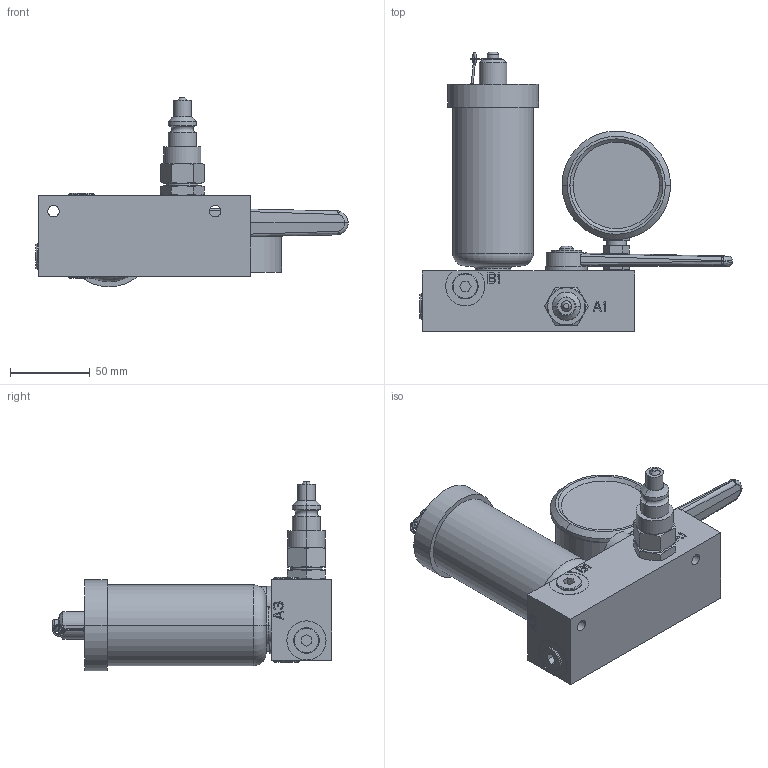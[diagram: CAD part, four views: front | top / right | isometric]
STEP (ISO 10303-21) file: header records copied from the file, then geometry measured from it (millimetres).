
FILE_DESCRIPTION((''),'2;1');
FILE_NAME('ILC56000102','2016-04-21T',('gar'),(''),'PRO/ENGINEER BY PARAMETRIC TECHNOLOGY CORPORATION, 2013320','PRO/ENGINEER BY PARAMETRIC TECHNOLOGY CORPORATION, 2013320','');
FILE_SCHEMA(('AUTOMOTIVE_DESIGN { 1 0 10303 214 1 1 1 1 }'));
Length unit declared in the file: inch
Products named in the file (1): ILC56000102
Bounding box: 196.14 x 175.57 x 119.13 mm (x, y, z)
Volume: 606879.9 mm3; surface area: 90068.7 mm2
Topology: 5 solids, 12 shells, 613 faces, 1537 edges, 988 vertices
Faces by surface type: plane 396, cylinder 113, cone 70, torus 16, bspline 16, sphere 2
Entity records: 24021 total; most frequent: CARTESIAN_POINT 4463, ORIENTED_EDGE 3026, DIRECTION 3002, PRESENTATION_STYLE_ASSIGNMENT 1545, STYLED_ITEM 1536, CURVE_STYLE 1525, EDGE_CURVE 1525, VECTOR 1096
